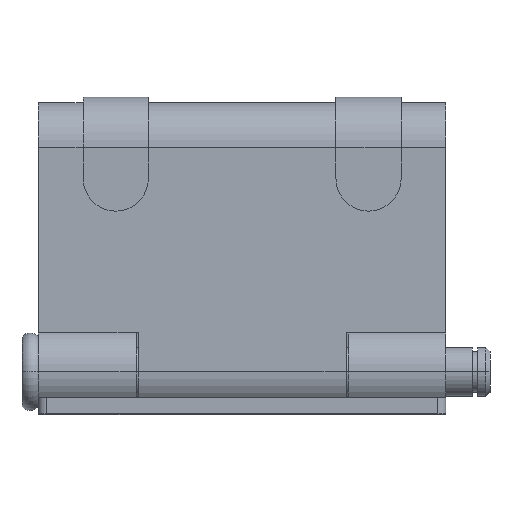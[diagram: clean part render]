
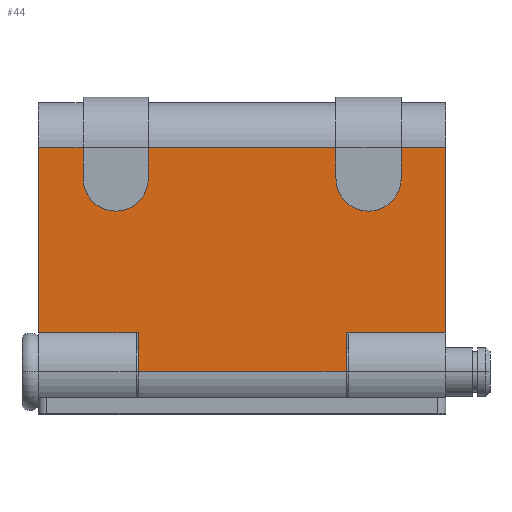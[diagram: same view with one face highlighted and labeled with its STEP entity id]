
A CAD part, top view. The second image highlights one B-rep face of the part: STEP entity #44.
In plain terms, the highlighted planar face has unit normal (0, 0, 1).
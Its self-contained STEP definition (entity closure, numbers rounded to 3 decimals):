
#37 = VERTEX_POINT ( 'NONE', #1010 ) ;
#39 = EDGE_CURVE ( 'NONE', #40, #37, #1009, .T. ) ;
#40 = VERTEX_POINT ( 'NONE', #1068 ) ;
#44 = ADVANCED_FACE ( 'NONE', ( #1067 ), #1061, .F. ) ;
#45 = EDGE_LOOP ( 'NONE', ( #103, #107, #110, #113, #116, #91, #94, #97, #100, #102, #76, #79, #82, #85, #87, #88, #152, #155 ) ) ;
#55 = VERTEX_POINT ( 'NONE', #1101 ) ;
#59 = VERTEX_POINT ( 'NONE', #1095 ) ;
#76 = ORIENTED_EDGE ( 'NONE', *, *, #77, .T. ) ;
#77 = EDGE_CURVE ( 'NONE', #37, #78, #1134, .T. ) ;
#78 = VERTEX_POINT ( 'NONE', #1130 ) ;
#79 = ORIENTED_EDGE ( 'NONE', *, *, #80, .T. ) ;
#80 = EDGE_CURVE ( 'NONE', #78, #81, #1129, .T. ) ;
#81 = VERTEX_POINT ( 'NONE', #1124 ) ;
#82 = ORIENTED_EDGE ( 'NONE', *, *, #83, .T. ) ;
#83 = EDGE_CURVE ( 'NONE', #81, #84, #1123, .T. ) ;
#84 = VERTEX_POINT ( 'NONE', #1118 ) ;
#85 = ORIENTED_EDGE ( 'NONE', *, *, #86, .F. ) ;
#86 = EDGE_CURVE ( 'NONE', #55, #84, #1117, .T. ) ;
#87 = ORIENTED_EDGE ( 'NONE', *, *, #120, .T. ) ;
#88 = ORIENTED_EDGE ( 'NONE', *, *, #89, .T. ) ;
#89 = EDGE_CURVE ( 'NONE', #59, #90, #1113, .T. ) ;
#90 = VERTEX_POINT ( 'NONE', #1109 ) ;
#91 = ORIENTED_EDGE ( 'NONE', *, *, #92, .T. ) ;
#92 = EDGE_CURVE ( 'NONE', #118, #93, #1107, .T. ) ;
#93 = VERTEX_POINT ( 'NONE', #1166 ) ;
#94 = ORIENTED_EDGE ( 'NONE', *, *, #95, .T. ) ;
#95 = EDGE_CURVE ( 'NONE', #93, #96, #1165, .T. ) ;
#96 = VERTEX_POINT ( 'NONE', #1160 ) ;
#97 = ORIENTED_EDGE ( 'NONE', *, *, #98, .T. ) ;
#98 = EDGE_CURVE ( 'NONE', #96, #99, #1159, .T. ) ;
#99 = VERTEX_POINT ( 'NONE', #1154 ) ;
#100 = ORIENTED_EDGE ( 'NONE', *, *, #101, .F. ) ;
#101 = EDGE_CURVE ( 'NONE', #40, #99, #1153, .T. ) ;
#102 = ORIENTED_EDGE ( 'NONE', *, *, #39, .T. ) ;
#103 = ORIENTED_EDGE ( 'NONE', *, *, #104, .F. ) ;
#104 = EDGE_CURVE ( 'NONE', #105, #106, #1149, .T. ) ;
#105 = VERTEX_POINT ( 'NONE', #1145 ) ;
#106 = VERTEX_POINT ( 'NONE', #1144 ) ;
#107 = ORIENTED_EDGE ( 'NONE', *, *, #108, .F. ) ;
#108 = EDGE_CURVE ( 'NONE', #109, #105, #1143, .T. ) ;
#109 = VERTEX_POINT ( 'NONE', #1139 ) ;
#110 = ORIENTED_EDGE ( 'NONE', *, *, #111, .F. ) ;
#111 = EDGE_CURVE ( 'NONE', #112, #109, #1138, .T. ) ;
#112 = VERTEX_POINT ( 'NONE', #1196 ) ;
#113 = ORIENTED_EDGE ( 'NONE', *, *, #114, .F. ) ;
#114 = EDGE_CURVE ( 'NONE', #115, #112, #1195, .T. ) ;
#115 = VERTEX_POINT ( 'NONE', #1191 ) ;
#116 = ORIENTED_EDGE ( 'NONE', *, *, #117, .T. ) ;
#117 = EDGE_CURVE ( 'NONE', #115, #118, #1190, .T. ) ;
#118 = VERTEX_POINT ( 'NONE', #1186 ) ;
#120 = EDGE_CURVE ( 'NONE', #55, #59, #1185, .T. ) ;
#152 = ORIENTED_EDGE ( 'NONE', *, *, #153, .F. ) ;
#153 = EDGE_CURVE ( 'NONE', #154, #90, #1242, .T. ) ;
#154 = VERTEX_POINT ( 'NONE', #1238 ) ;
#155 = ORIENTED_EDGE ( 'NONE', *, *, #156, .F. ) ;
#156 = EDGE_CURVE ( 'NONE', #106, #154, #1237, .T. ) ;
#1009 = LINE ( 'NONE', #1071, #1070 ) ;
#1010 = CARTESIAN_POINT ( 'NONE',  ( -11.5, 27.498, 5.2 ) ) ;
#1057 = DIRECTION ( 'NONE',  ( -1., 0., 0. ) ) ;
#1058 = DIRECTION ( 'NONE',  ( 0., 0., -1. ) ) ;
#1059 = CARTESIAN_POINT ( 'NONE',  ( 25., 27.498, 5.2 ) ) ;
#1060 = AXIS2_PLACEMENT_3D ( 'NONE', #1059, #1058, #1057 ) ;
#1061 = PLANE ( 'NONE',  #1060 ) ;
#1067 = FACE_OUTER_BOUND ( 'NONE', #45, .T. ) ;
#1068 = CARTESIAN_POINT ( 'NONE',  ( 11.5, 27.498, 5.2 ) ) ;
#1069 = DIRECTION ( 'NONE',  ( -1., 0., 0. ) ) ;
#1070 = VECTOR ( 'NONE', #1069, 1000. ) ;
#1071 = CARTESIAN_POINT ( 'NONE',  ( 25., 27.498, 5.2 ) ) ;
#1095 = CARTESIAN_POINT ( 'NONE',  ( -25., 27.498, 5.2 ) ) ;
#1101 = CARTESIAN_POINT ( 'NONE',  ( -19.5, 27.498, 5.2 ) ) ;
#1105 = VECTOR ( 'NONE', #1167, 1000. ) ;
#1106 = CARTESIAN_POINT ( 'NONE',  ( 19.5, 27.498, 5.2 ) ) ;
#1107 = LINE ( 'NONE', #1106, #1105 ) ;
#1109 = CARTESIAN_POINT ( 'NONE',  ( -25., 4.8, 5.2 ) ) ;
#1110 = DIRECTION ( 'NONE',  ( 0., -1., 0. ) ) ;
#1111 = VECTOR ( 'NONE', #1110, 1000. ) ;
#1112 = CARTESIAN_POINT ( 'NONE',  ( -25., 27.498, 5.2 ) ) ;
#1113 = LINE ( 'NONE', #1112, #1111 ) ;
#1114 = DIRECTION ( 'NONE',  ( 0., -1., 0. ) ) ;
#1115 = VECTOR ( 'NONE', #1114, 1000. ) ;
#1116 = CARTESIAN_POINT ( 'NONE',  ( -19.5, 27.498, 5.2 ) ) ;
#1117 = LINE ( 'NONE', #1116, #1115 ) ;
#1118 = CARTESIAN_POINT ( 'NONE',  ( -19.5, 23.698, 5.2 ) ) ;
#1119 = DIRECTION ( 'NONE',  ( -1., 0., 0. ) ) ;
#1120 = DIRECTION ( 'NONE',  ( 0., 0., -1. ) ) ;
#1121 = CARTESIAN_POINT ( 'NONE',  ( -15.5, 23.698, 5.2 ) ) ;
#1122 = AXIS2_PLACEMENT_3D ( 'NONE', #1121, #1120, #1119 ) ;
#1123 = CIRCLE ( 'NONE', #1122, 4. ) ;
#1124 = CARTESIAN_POINT ( 'NONE',  ( -15.5, 19.698, 5.2 ) ) ;
#1125 = DIRECTION ( 'NONE',  ( -1., 0., 0. ) ) ;
#1126 = DIRECTION ( 'NONE',  ( 0., 0., -1. ) ) ;
#1127 = CARTESIAN_POINT ( 'NONE',  ( -15.5, 23.698, 5.2 ) ) ;
#1128 = AXIS2_PLACEMENT_3D ( 'NONE', #1127, #1126, #1125 ) ;
#1129 = CIRCLE ( 'NONE', #1128, 4. ) ;
#1130 = CARTESIAN_POINT ( 'NONE',  ( -11.5, 23.698, 5.2 ) ) ;
#1131 = DIRECTION ( 'NONE',  ( 0., -1., 0. ) ) ;
#1132 = VECTOR ( 'NONE', #1131, 1000. ) ;
#1133 = CARTESIAN_POINT ( 'NONE',  ( -11.5, 27.498, 5.2 ) ) ;
#1134 = LINE ( 'NONE', #1133, #1132 ) ;
#1138 = LINE ( 'NONE', #1199, #1198 ) ;
#1139 = CARTESIAN_POINT ( 'NONE',  ( 12.75, 4.8, 5.2 ) ) ;
#1140 = DIRECTION ( 'NONE',  ( 0., -1., 0. ) ) ;
#1141 = VECTOR ( 'NONE', #1140, 1000. ) ;
#1142 = CARTESIAN_POINT ( 'NONE',  ( 12.75, -5.2, 5.2 ) ) ;
#1143 = LINE ( 'NONE', #1142, #1141 ) ;
#1144 = CARTESIAN_POINT ( 'NONE',  ( -12.75, 0., 5.2 ) ) ;
#1145 = CARTESIAN_POINT ( 'NONE',  ( 12.75, 0., 5.2 ) ) ;
#1146 = DIRECTION ( 'NONE',  ( -1., 0., 0. ) ) ;
#1147 = VECTOR ( 'NONE', #1146, 1000. ) ;
#1148 = CARTESIAN_POINT ( 'NONE',  ( 25., 0., 5.2 ) ) ;
#1149 = LINE ( 'NONE', #1148, #1147 ) ;
#1150 = DIRECTION ( 'NONE',  ( 0., -1., 0. ) ) ;
#1151 = VECTOR ( 'NONE', #1150, 1000. ) ;
#1152 = CARTESIAN_POINT ( 'NONE',  ( 11.5, 27.498, 5.2 ) ) ;
#1153 = LINE ( 'NONE', #1152, #1151 ) ;
#1154 = CARTESIAN_POINT ( 'NONE',  ( 11.5, 23.698, 5.2 ) ) ;
#1155 = DIRECTION ( 'NONE',  ( -1., 0., 0. ) ) ;
#1156 = DIRECTION ( 'NONE',  ( 0., 0., -1. ) ) ;
#1157 = CARTESIAN_POINT ( 'NONE',  ( 15.5, 23.698, 5.2 ) ) ;
#1158 = AXIS2_PLACEMENT_3D ( 'NONE', #1157, #1156, #1155 ) ;
#1159 = CIRCLE ( 'NONE', #1158, 4. ) ;
#1160 = CARTESIAN_POINT ( 'NONE',  ( 15.5, 19.698, 5.2 ) ) ;
#1161 = DIRECTION ( 'NONE',  ( -1., 0., 0. ) ) ;
#1162 = DIRECTION ( 'NONE',  ( 0., 0., -1. ) ) ;
#1163 = CARTESIAN_POINT ( 'NONE',  ( 15.5, 23.698, 5.2 ) ) ;
#1164 = AXIS2_PLACEMENT_3D ( 'NONE', #1163, #1162, #1161 ) ;
#1165 = CIRCLE ( 'NONE', #1164, 4. ) ;
#1166 = CARTESIAN_POINT ( 'NONE',  ( 19.5, 23.698, 5.2 ) ) ;
#1167 = DIRECTION ( 'NONE',  ( 0., -1., 0. ) ) ;
#1182 = DIRECTION ( 'NONE',  ( -1., 0., 0. ) ) ;
#1183 = VECTOR ( 'NONE', #1182, 1000. ) ;
#1184 = CARTESIAN_POINT ( 'NONE',  ( 25., 27.498, 5.2 ) ) ;
#1185 = LINE ( 'NONE', #1184, #1183 ) ;
#1186 = CARTESIAN_POINT ( 'NONE',  ( 19.5, 27.498, 5.2 ) ) ;
#1187 = DIRECTION ( 'NONE',  ( -1., 0., 0. ) ) ;
#1188 = VECTOR ( 'NONE', #1187, 1000. ) ;
#1189 = CARTESIAN_POINT ( 'NONE',  ( 25., 27.498, 5.2 ) ) ;
#1190 = LINE ( 'NONE', #1189, #1188 ) ;
#1191 = CARTESIAN_POINT ( 'NONE',  ( 25., 27.498, 5.2 ) ) ;
#1192 = DIRECTION ( 'NONE',  ( 0., -1., 0. ) ) ;
#1193 = VECTOR ( 'NONE', #1192, 1000. ) ;
#1194 = CARTESIAN_POINT ( 'NONE',  ( 25., 27.498, 5.2 ) ) ;
#1195 = LINE ( 'NONE', #1194, #1193 ) ;
#1196 = CARTESIAN_POINT ( 'NONE',  ( 25., 4.8, 5.2 ) ) ;
#1197 = DIRECTION ( 'NONE',  ( -1., 0., 0. ) ) ;
#1198 = VECTOR ( 'NONE', #1197, 1000. ) ;
#1199 = CARTESIAN_POINT ( 'NONE',  ( 12.75, 4.8, 5.2 ) ) ;
#1234 = DIRECTION ( 'NONE',  ( 0., 1., 0. ) ) ;
#1235 = VECTOR ( 'NONE', #1234, 1000. ) ;
#1236 = CARTESIAN_POINT ( 'NONE',  ( -12.75, -5.2, 5.2 ) ) ;
#1237 = LINE ( 'NONE', #1236, #1235 ) ;
#1238 = CARTESIAN_POINT ( 'NONE',  ( -12.75, 4.8, 5.2 ) ) ;
#1239 = DIRECTION ( 'NONE',  ( -1., 0., 0. ) ) ;
#1240 = VECTOR ( 'NONE', #1239, 1000. ) ;
#1241 = CARTESIAN_POINT ( 'NONE',  ( -25., 4.8, 5.2 ) ) ;
#1242 = LINE ( 'NONE', #1241, #1240 ) ;
